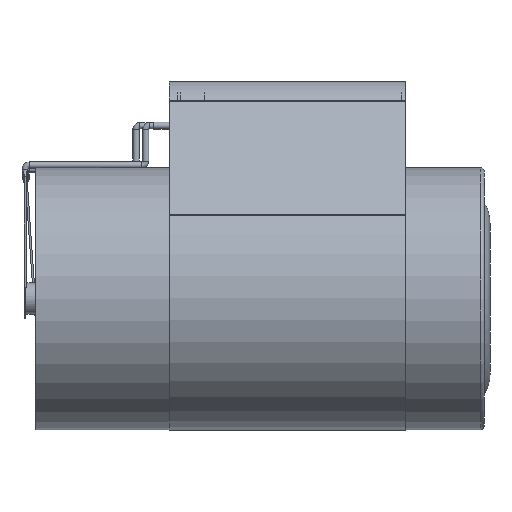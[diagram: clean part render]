
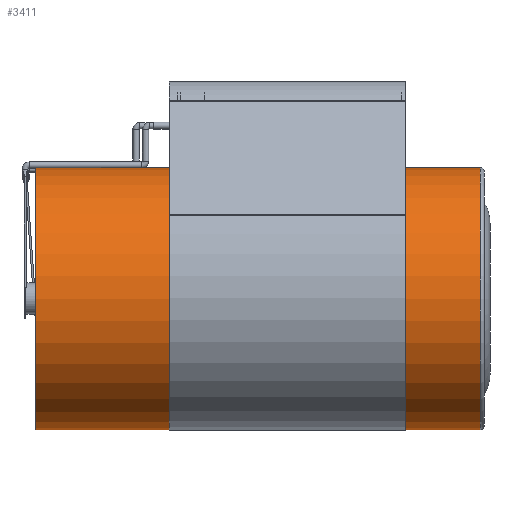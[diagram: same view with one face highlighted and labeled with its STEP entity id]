
A CAD part, left-side view. The second image highlights one B-rep face of the part: STEP entity #3411.
In plain terms, the highlighted cylindrical face has radius 16.65 mm (diameter 33.3 mm), a full revolution.
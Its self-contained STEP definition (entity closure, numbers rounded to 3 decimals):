
#93 = DIRECTION ( 'NONE',  ( 0., -1., 0. ) ) ;
#421 = EDGE_CURVE ( 'NONE', #3555, #3555, #1220, .T. ) ;
#679 = FACE_OUTER_BOUND ( 'NONE', #1266, .T. ) ;
#1220 = CIRCLE ( 'NONE', #2036, 16.65 ) ;
#1253 = ORIENTED_EDGE ( 'NONE', *, *, #421, .F. ) ;
#1266 = EDGE_LOOP ( 'NONE', ( #2292 ) ) ;
#1505 = CYLINDRICAL_SURFACE ( 'NONE', #3148, 16.65 ) ;
#1570 = CARTESIAN_POINT ( 'NONE',  ( 0., 57., 0. ) ) ;
#1577 = CARTESIAN_POINT ( 'NONE',  ( 0., 57., 0. ) ) ;
#2036 = AXIS2_PLACEMENT_3D ( 'NONE', #1570, #2667, #3531 ) ;
#2292 = ORIENTED_EDGE ( 'NONE', *, *, #3576, .T. ) ;
#2365 = EDGE_LOOP ( 'NONE', ( #1253 ) ) ;
#2480 = CARTESIAN_POINT ( 'NONE',  ( 0., 0.5, 0. ) ) ;
#2618 = DIRECTION ( 'NONE',  ( 0., 0., -1. ) ) ;
#2621 = CIRCLE ( 'NONE', #3562, 16.65 ) ;
#2667 = DIRECTION ( 'NONE',  ( 0., 1., 0. ) ) ;
#2945 = FACE_OUTER_BOUND ( 'NONE', #2365, .T. ) ;
#2981 = DIRECTION ( 'NONE',  ( 0., 1., 0. ) ) ;
#3000 = DIRECTION ( 'NONE',  ( 0., 0., 1. ) ) ;
#3055 = CARTESIAN_POINT ( 'NONE',  ( 0., 0.5, 16.65 ) ) ;
#3148 = AXIS2_PLACEMENT_3D ( 'NONE', #1577, #93, #2618 ) ;
#3259 = CARTESIAN_POINT ( 'NONE',  ( 0., 57., 16.65 ) ) ;
#3358 = VERTEX_POINT ( 'NONE', #3055 ) ;
#3411 = ADVANCED_FACE ( 'NONE', ( #679, #2945 ), #1505, .T. ) ;
#3531 = DIRECTION ( 'NONE',  ( 0., 0., 1. ) ) ;
#3555 = VERTEX_POINT ( 'NONE', #3259 ) ;
#3562 = AXIS2_PLACEMENT_3D ( 'NONE', #2480, #2981, #3000 ) ;
#3576 = EDGE_CURVE ( 'NONE', #3358, #3358, #2621, .T. ) ;
